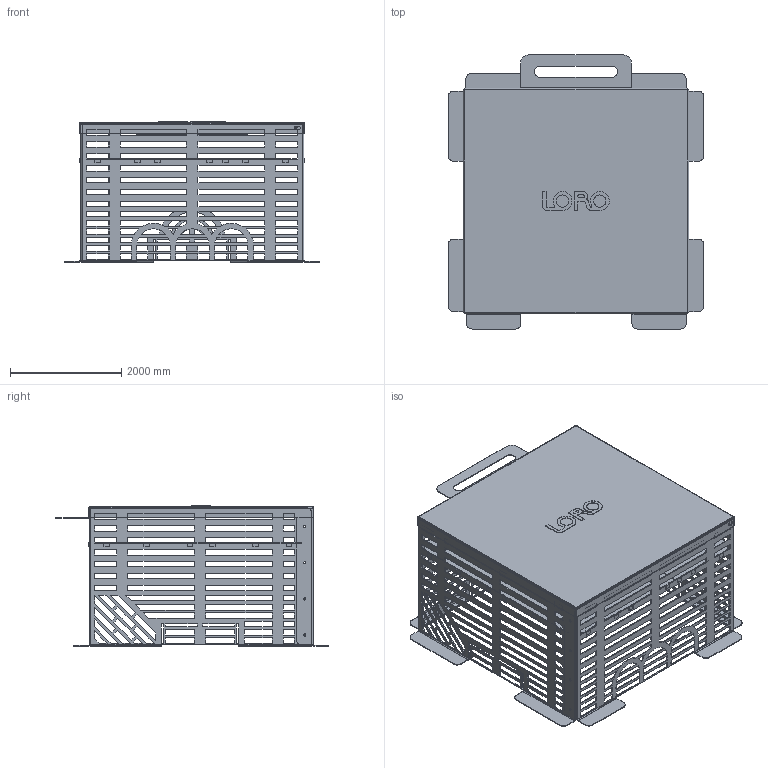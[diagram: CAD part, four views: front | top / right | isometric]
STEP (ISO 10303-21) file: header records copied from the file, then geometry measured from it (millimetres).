
FILE_DESCRIPTION(/* description */ (''),/* implementation_level */ '2;1');
FILE_NAME(/* name */ '19990.000X_3D.stp',/* time_stamp */ '2024-12-12T07:55:54+01:00',/* author */ ('CAD'),/* organization */ (''),/* preprocessor_version */ 'ST-DEVELOPER v20',/* originating_system */ 'AutoCAD Mechanical',/* authorisation */ '');
FILE_SCHEMA (('AUTOMOTIVE_DESIGN { 1 0 10303 214 3 1 1 }'));
Length unit declared in the file: centimetre
Products named in the file (2): Product; *S0
Assembly tree (1 placements, depth 2):
  Product
    *S0
Bounding box: 4601 x 4930 x 2525 mm (x, y, z)
Volume: 764774698.8 mm3; surface area: 112188719.1 mm2
Topology: 4 solids, 4 shells, 1620 faces, 4492 edges, 2888 vertices
Faces by surface type: plane 1427, cylinder 193
Full cylindrical faces by diameter (mm): 41 x9, 220 x2
Entity records: 51728 total; most frequent: CARTESIAN_POINT 9003, ORIENTED_EDGE 8978, DIRECTION 8124, EDGE_CURVE 4489, LINE 4106, VECTOR 4106, VERTEX_POINT 2882, EDGE_LOOP 2163
